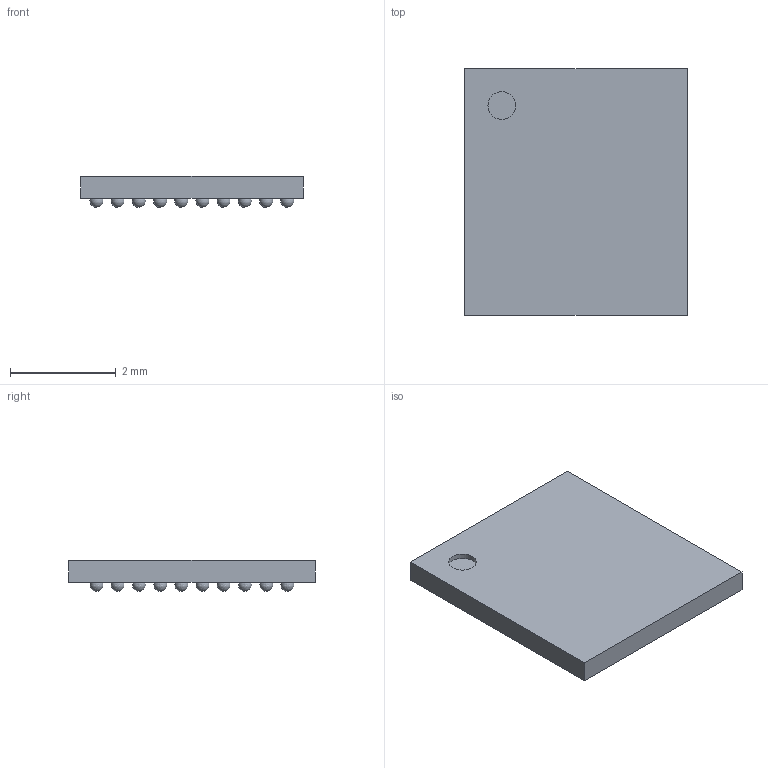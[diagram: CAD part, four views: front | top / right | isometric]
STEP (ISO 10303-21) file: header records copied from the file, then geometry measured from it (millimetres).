
FILE_DESCRIPTION(/* description */ (''),/* implementation_level */ '2;1');
FILE_NAME(/* name */ 'ST_WLCSP-100_Die422-3D.step',/* time_stamp */ '2022-02-08T16:20:29+02:00',/* author */ (''),/* organization */ (''),/* preprocessor_version */ 'ST-DEVELOPER v18.1',/* originating_system */ 'Autodesk Translation Framework v10.13.0.1454',/* authorisation */ '');
FILE_SCHEMA (('AUTOMOTIVE_DESIGN { 1 0 10303 214 3 1 1 }'));
Length unit declared in the file: millimetre
Products named in the file (6): (Unsaved); 6143365888; Open_CASCADE_STEP_translator_6.8_5.1; Body; Open_CASCADE_STEP_translator_6.8_5.2.1; ball
Assembly tree (104 placements, depth 4):
  (Unsaved)
    6143365888
      Open_CASCADE_STEP_translator_6.8_5.1
      Body
        Open_CASCADE_STEP_translator_6.8_5.2.1
      ball  x100
Bounding box: 4.2 x 4.66 x 0.58 mm (x, y, z)
Volume: 8.9 mm3; surface area: 66.5 mm2
Topology: 101 solids, 102 shells, 109 faces, 316 edges, 211 vertices
Faces by surface type: sphere 100, plane 8, cylinder 1
Full cylindrical faces by diameter (mm): 0.525 x1
Entity records: 1215 total; most frequent: DIRECTION 261, CARTESIAN_POINT 150, AXIS2_PLACEMENT_3D 124, PRODUCT_DEFINITION_SHAPE 110, ITEM_DEFINED_TRANSFORMATION 104, CONTEXT_DEPENDENT_SHAPE_REPRESENTATION 104, NEXT_ASSEMBLY_USAGE_OCCURRENCE 104, ORIENTED_EDGE 33
